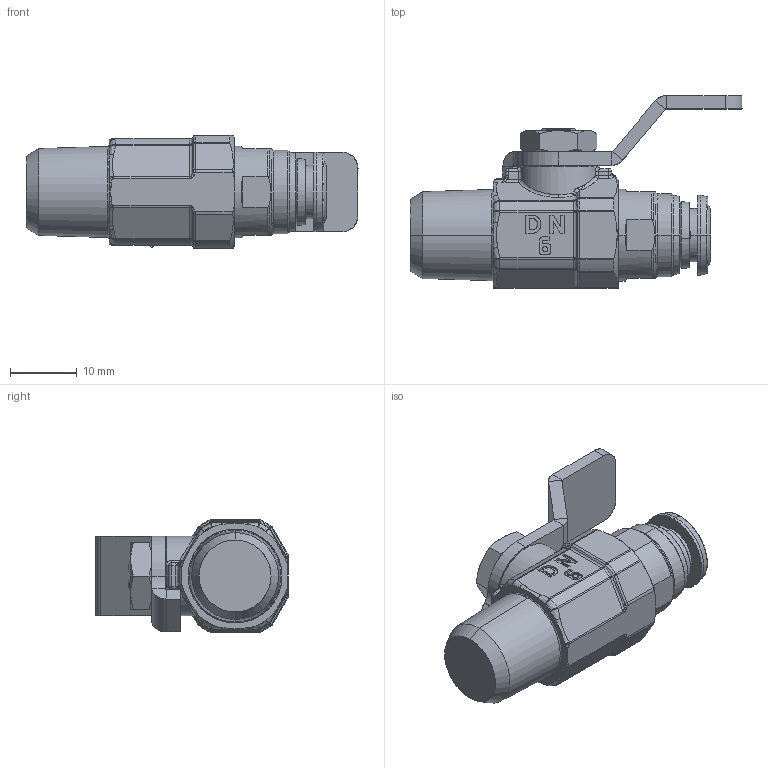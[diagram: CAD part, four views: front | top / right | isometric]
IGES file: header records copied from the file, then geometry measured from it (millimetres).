
Start section: SolidWorks IGES file using analytic representation for surfaces
Global section: file name: 6657000003.IGS; native system: SolidWorks 2016; preprocessor: SolidWorks 2016; author: cad06; date: 191122.135900; units: millimetre
Bounding box: 49.87 x 28.95 x 17 mm (x, y, z)
Surface area: 3998.8 mm2 (no closed solid volume)
Topology: 0 solids, 0 shells, 463 faces, 3704 edges, 3691 vertices
Faces by surface type: bspline 278, revolution 185
